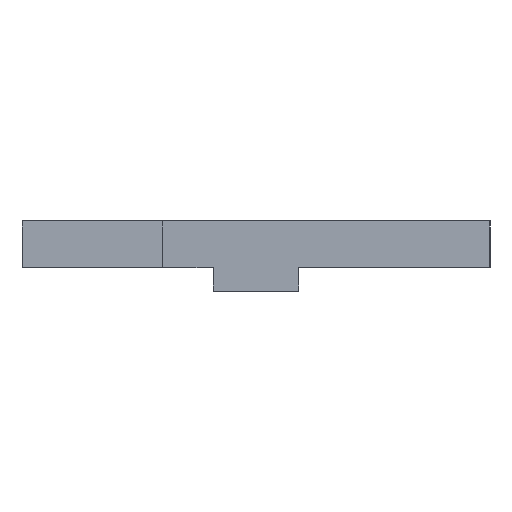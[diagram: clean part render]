
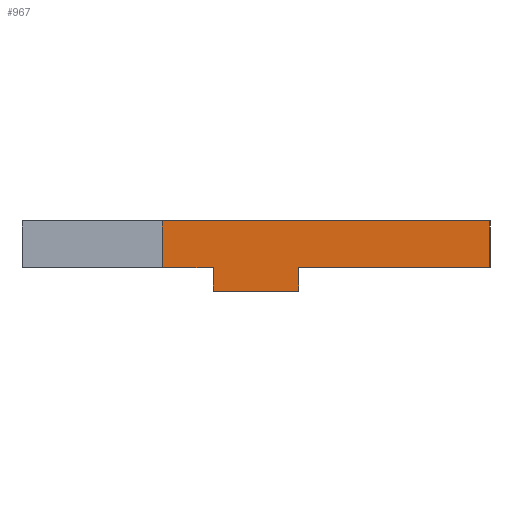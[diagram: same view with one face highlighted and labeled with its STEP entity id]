
A CAD part, left-side view. The second image highlights one B-rep face of the part: STEP entity #967.
In plain terms, the highlighted planar face has unit normal (-1, 0, 0).
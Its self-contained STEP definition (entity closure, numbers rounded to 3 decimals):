
#17 = LINE ( 'NONE', #221, #256 ) ;
#35 = ORIENTED_EDGE ( 'NONE', *, *, #86, .F. ) ;
#53 = EDGE_CURVE ( 'NONE', #133, #146, #439, .T. ) ;
#75 = DIRECTION ( 'NONE',  ( 0., 0., -1. ) ) ;
#76 = VERTEX_POINT ( 'NONE', #778 ) ;
#86 = EDGE_CURVE ( 'NONE', #956, #814, #673, .T. ) ;
#91 = CARTESIAN_POINT ( 'NONE',  ( 0., 0., 9. ) ) ;
#106 = ORIENTED_EDGE ( 'NONE', *, *, #966, .F. ) ;
#133 = VERTEX_POINT ( 'NONE', #165 ) ;
#146 = VERTEX_POINT ( 'NONE', #1279 ) ;
#165 = CARTESIAN_POINT ( 'NONE',  ( 0., 35.475, 3. ) ) ;
#221 = CARTESIAN_POINT ( 'NONE',  ( 0., 0., 3. ) ) ;
#222 = LINE ( 'NONE', #406, #965 ) ;
#236 = VERTEX_POINT ( 'NONE', #821 ) ;
#256 = VECTOR ( 'NONE', #728, 1000. ) ;
#334 = ORIENTED_EDGE ( 'NONE', *, *, #433, .T. ) ;
#352 = LINE ( 'NONE', #688, #1168 ) ;
#371 = CARTESIAN_POINT ( 'NONE',  ( 0., 35.475, 3. ) ) ;
#391 = CARTESIAN_POINT ( 'NONE',  ( 0., 42., 0. ) ) ;
#392 = AXIS2_PLACEMENT_3D ( 'NONE', #996, #1211, #595 ) ;
#395 = FACE_OUTER_BOUND ( 'NONE', #579, .T. ) ;
#406 = CARTESIAN_POINT ( 'NONE',  ( 0., 0., 0. ) ) ;
#433 = EDGE_CURVE ( 'NONE', #449, #1278, #222, .T. ) ;
#439 = LINE ( 'NONE', #371, #1001 ) ;
#442 = DIRECTION ( 'NONE',  ( 0., 0., -1. ) ) ;
#443 = VECTOR ( 'NONE', #442, 1000. ) ;
#449 = VERTEX_POINT ( 'NONE', #1309 ) ;
#490 = ORIENTED_EDGE ( 'NONE', *, *, #53, .F. ) ;
#533 = EDGE_CURVE ( 'NONE', #133, #449, #1008, .T. ) ;
#541 = CARTESIAN_POINT ( 'NONE',  ( 0., 35.475, 3. ) ) ;
#553 = ORIENTED_EDGE ( 'NONE', *, *, #874, .F. ) ;
#579 = EDGE_LOOP ( 'NONE', ( #35, #106, #490, #833, #334, #553, #948, #1225 ) ) ;
#590 = CARTESIAN_POINT ( 'NONE',  ( 0., 42., 9. ) ) ;
#595 = DIRECTION ( 'NONE',  ( 0., 0., -1. ) ) ;
#621 = CARTESIAN_POINT ( 'NONE',  ( 0., 0., 9. ) ) ;
#673 = LINE ( 'NONE', #1281, #1213 ) ;
#688 = CARTESIAN_POINT ( 'NONE',  ( 0., 24.525, 3. ) ) ;
#712 = VECTOR ( 'NONE', #1105, 1000. ) ;
#728 = DIRECTION ( 'NONE',  ( 0., 1., 0. ) ) ;
#734 = EDGE_CURVE ( 'NONE', #814, #236, #809, .T. ) ;
#778 = CARTESIAN_POINT ( 'NONE',  ( 0., 24.525, 3. ) ) ;
#803 = DIRECTION ( 'NONE',  ( 0., 0., -1. ) ) ;
#805 = DIRECTION ( 'NONE',  ( 0., -1., 0. ) ) ;
#809 = LINE ( 'NONE', #91, #1315 ) ;
#814 = VERTEX_POINT ( 'NONE', #621 ) ;
#821 = CARTESIAN_POINT ( 'NONE',  ( 0., 0., 3. ) ) ;
#833 = ORIENTED_EDGE ( 'NONE', *, *, #533, .T. ) ;
#874 = EDGE_CURVE ( 'NONE', #76, #1278, #352, .T. ) ;
#948 = ORIENTED_EDGE ( 'NONE', *, *, #1215, .F. ) ;
#956 = VERTEX_POINT ( 'NONE', #590 ) ;
#965 = VECTOR ( 'NONE', #805, 1000. ) ;
#966 = EDGE_CURVE ( 'NONE', #146, #956, #1094, .T. ) ;
#967 = ADVANCED_FACE ( 'NONE', ( #395 ), #1004, .F. ) ;
#977 = DIRECTION ( 'NONE',  ( 0., 1., 0. ) ) ;
#996 = CARTESIAN_POINT ( 'NONE',  ( 0., 0., 9. ) ) ;
#1001 = VECTOR ( 'NONE', #977, 1000. ) ;
#1004 = PLANE ( 'NONE',  #392 ) ;
#1008 = LINE ( 'NONE', #541, #443 ) ;
#1038 = CARTESIAN_POINT ( 'NONE',  ( 0., 24.525, 0. ) ) ;
#1094 = LINE ( 'NONE', #391, #712 ) ;
#1105 = DIRECTION ( 'NONE',  ( 0., 0., 1. ) ) ;
#1168 = VECTOR ( 'NONE', #75, 1000. ) ;
#1181 = DIRECTION ( 'NONE',  ( 0., -1., 0. ) ) ;
#1211 = DIRECTION ( 'NONE',  ( 1., 0., 0. ) ) ;
#1213 = VECTOR ( 'NONE', #1181, 1000. ) ;
#1215 = EDGE_CURVE ( 'NONE', #236, #76, #17, .T. ) ;
#1225 = ORIENTED_EDGE ( 'NONE', *, *, #734, .F. ) ;
#1278 = VERTEX_POINT ( 'NONE', #1038 ) ;
#1279 = CARTESIAN_POINT ( 'NONE',  ( 0., 42., 3. ) ) ;
#1281 = CARTESIAN_POINT ( 'NONE',  ( 0., 0., 9. ) ) ;
#1309 = CARTESIAN_POINT ( 'NONE',  ( 0., 35.475, 0. ) ) ;
#1315 = VECTOR ( 'NONE', #803, 1000. ) ;
